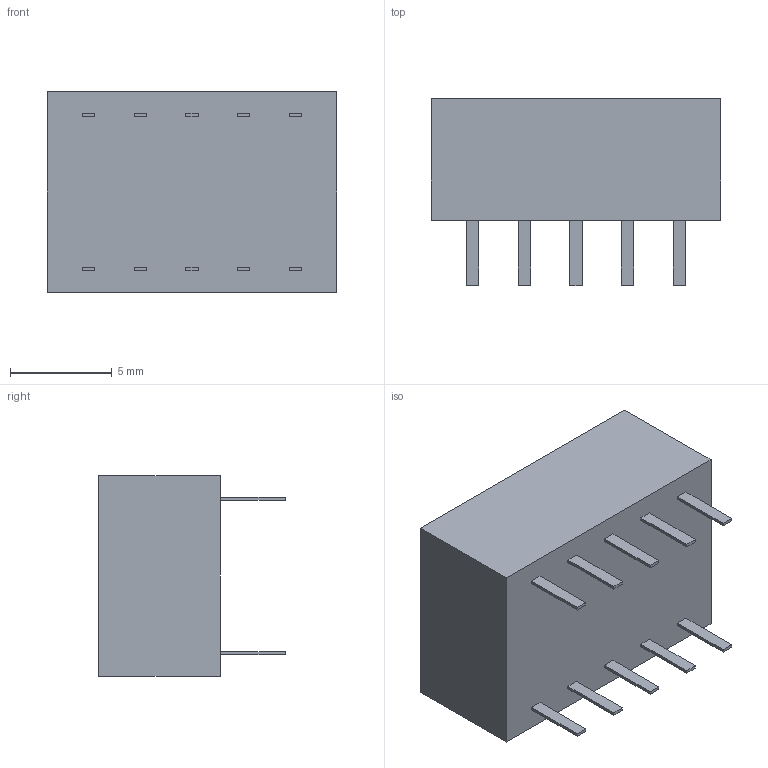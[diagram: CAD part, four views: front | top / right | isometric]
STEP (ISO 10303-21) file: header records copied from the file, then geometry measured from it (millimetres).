
FILE_DESCRIPTION (( 'STEP AP214' ), '1' );
FILE_NAME ('User Library-Switch DIP 5 way flat slide Thru-Hole-19624.STEP', '2022-04-06T09:06:56', ( '' ), ( '' ), 'SwSTEP 2.0', 'SolidWorks 2021', '' );
FILE_SCHEMA (( 'AUTOMOTIVE_DESIGN' ));
Length unit declared in the file: millimetre
Products named in the file (1): User Library-Switch DIP 5 way flat slide Thru-Hole-19624
Bounding box: 14.26 x 9.2 x 9.9 mm (x, y, z)
Volume: 837.5 mm3; surface area: 692.3 mm2
Topology: 1 solids, 1 shells, 239 faces, 609 edges, 406 vertices
Faces by surface type: plane 185, bspline 54
Entity records: 11023 total; most frequent: CARTESIAN_POINT 4349, ORIENTED_EDGE 1218, DIRECTION 873, EDGE_CURVE 609, LINE 501, VECTOR 501, VERTEX_POINT 406, EDGE_LOOP 273
